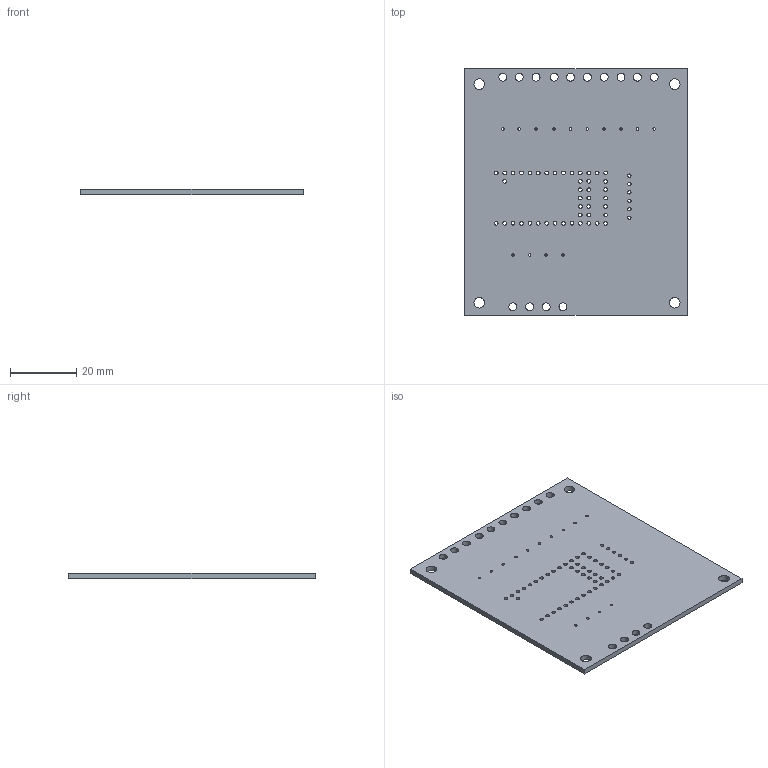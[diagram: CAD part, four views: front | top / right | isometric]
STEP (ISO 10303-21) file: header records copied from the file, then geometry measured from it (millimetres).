
FILE_DESCRIPTION(('KiCad electronic assembly'),'2;1');
FILE_NAME('sdm22wheel.step','2022-04-13T21:24:01',('Pcbnew'),('Kicad'), 'Open CASCADE STEP processor 7.5','KiCad to STEP converter','Unknown' );
FILE_SCHEMA(('AUTOMOTIVE_DESIGN { 1 0 10303 214 1 1 1 1 }'));
Length unit declared in the file: millimetre
Products named in the file (2): sdm22wheel 1; sdm22wheel PCB
Assembly tree (1 placements, depth 2):
  sdm22wheel 1
    sdm22wheel PCB
Bounding box: 67.31 x 74.42 x 1.6 mm (x, y, z)
Volume: 7777.5 mm3; surface area: 10735.7 mm2
Topology: 1 solids, 1 shells, 88 faces, 258 edges, 172 vertices
Faces by surface type: cylinder 82, plane 6
Full cylindrical faces by diameter (mm): 0.762 x14, 1 x6, 1.1 x44, 2.4 x14, 3.2 x4
Entity records: 7247 total; most frequent: CARTESIAN_POINT 2020, DIRECTION 954, ORIENTED_EDGE 516, PCURVE 516, DEFINITIONAL_REPRESENTATION 516, LINE 446, VECTOR 446, EDGE_CURVE 258
